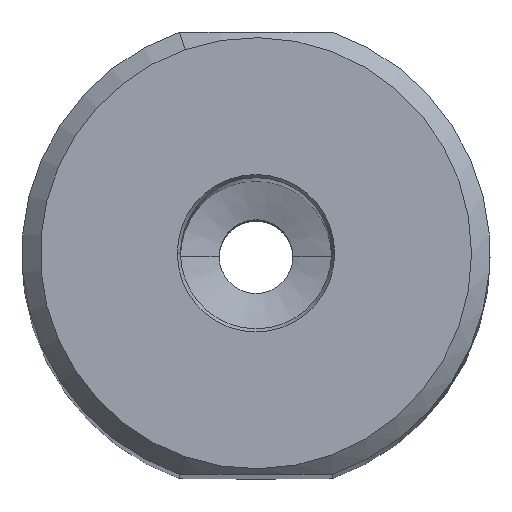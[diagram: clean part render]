
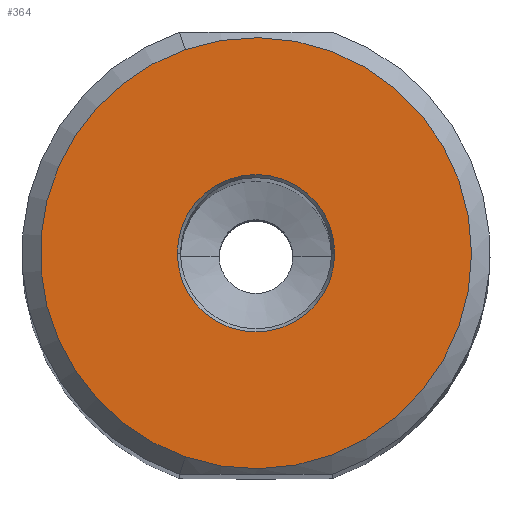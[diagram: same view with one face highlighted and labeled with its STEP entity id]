
A CAD part, top view. The second image highlights one B-rep face of the part: STEP entity #364.
In plain terms, the highlighted planar face has unit normal (0, 0, 1).
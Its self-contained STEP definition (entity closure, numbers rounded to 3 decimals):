
#29=FACE_BOUND('',#571,.T.);
#30=FACE_BOUND('',#572,.T.);
#103=PLANE('',#1582);
#364=ADVANCED_FACE('',(#29,#30),#103,.T.);
#571=EDGE_LOOP('',(#727,#728));
#572=EDGE_LOOP('',(#729,#730));
#727=ORIENTED_EDGE('',*,*,#1221,.T.);
#728=ORIENTED_EDGE('',*,*,#1219,.F.);
#729=ORIENTED_EDGE('',*,*,#1222,.T.);
#730=ORIENTED_EDGE('',*,*,#1223,.T.);
#1091=VERTEX_POINT('',#2416);
#1092=VERTEX_POINT('',#2418);
#1093=VERTEX_POINT('',#2424);
#1094=VERTEX_POINT('',#2425);
#1219=EDGE_CURVE('',#1091,#1092,#1399,.T.);
#1221=EDGE_CURVE('',#1091,#1092,#1400,.T.);
#1222=EDGE_CURVE('',#1093,#1094,#1401,.T.);
#1223=EDGE_CURVE('',#1094,#1093,#1402,.T.);
#1399=CIRCLE('',#1576,11.7);
#1400=CIRCLE('',#1578,11.7);
#1401=CIRCLE('',#1580,4.273);
#1402=CIRCLE('',#1581,4.273);
#1576=AXIS2_PLACEMENT_3D('',#2417,#1805,#1806);
#1578=AXIS2_PLACEMENT_3D('',#2421,#1810,#1811);
#1580=AXIS2_PLACEMENT_3D('',#2423,#1814,#1815);
#1581=AXIS2_PLACEMENT_3D('',#2426,#1816,#1817);
#1582=AXIS2_PLACEMENT_3D('',#2427,#1818,#1819);
#1805=DIRECTION('',(0.,0.,-1.));
#1806=DIRECTION('',(-0.327,0.945,0.));
#1810=DIRECTION('',(0.,0.,1.));
#1811=DIRECTION('',(-0.327,0.945,0.));
#1814=DIRECTION('',(0.,0.,-1.));
#1815=DIRECTION('',(-1.,0.,0.));
#1816=DIRECTION('',(0.,0.,-1.));
#1817=DIRECTION('',(1.,0.,0.));
#1818=DIRECTION('',(0.,0.,1.));
#1819=DIRECTION('',(1.,0.,0.));
#2416=CARTESIAN_POINT('',(-3.831,11.055,0.));
#2417=CARTESIAN_POINT('',(0.,0.,0.));
#2418=CARTESIAN_POINT('',(-3.831,-11.055,0.));
#2421=CARTESIAN_POINT('',(0.,0.,0.));
#2423=CARTESIAN_POINT('',(0.,0.,0.));
#2424=CARTESIAN_POINT('',(-4.273,0.,0.));
#2425=CARTESIAN_POINT('',(4.273,0.,0.));
#2426=CARTESIAN_POINT('',(0.,0.,0.));
#2427=CARTESIAN_POINT('',(0.,0.,0.));
